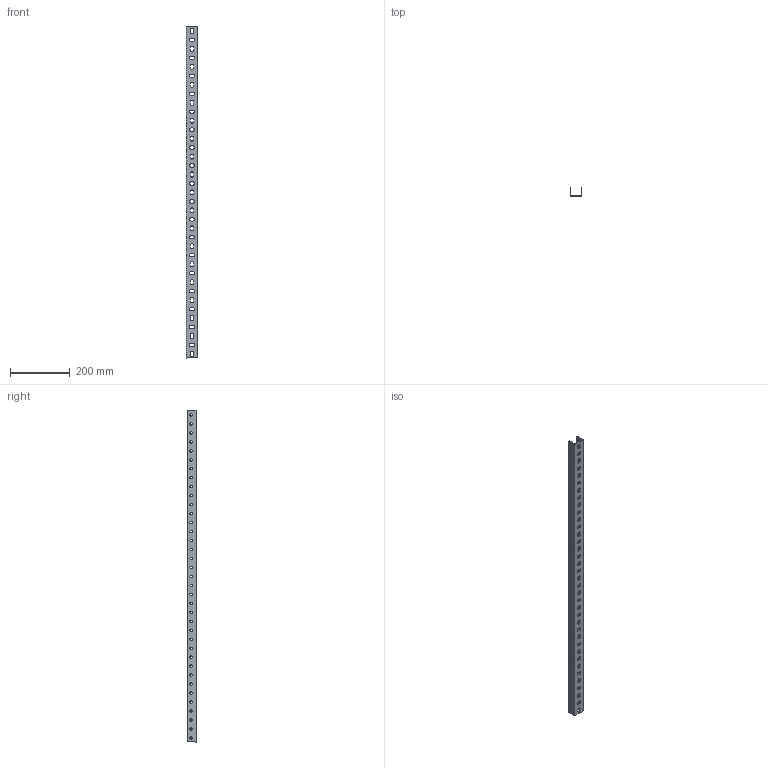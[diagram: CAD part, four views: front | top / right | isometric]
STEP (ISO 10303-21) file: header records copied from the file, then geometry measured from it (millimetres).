
FILE_DESCRIPTION(/* description */ (''),/* implementation_level */ '2;1');
FILE_NAME(/* name */ 'UPS1100.ipt.stp',/* time_stamp */ '2023-05-18T10:23:34+03:00',/* author */ ('Man88'),/* organization */ (''),/* preprocessor_version */ 'ST-DEVELOPER v19.2',/* originating_system */ 'Autodesk Inventor 2023',/* authorisation */ '');
FILE_SCHEMA (('AUTOMOTIVE_DESIGN { 1 0 10303 214 3 1 1 }'));
Length unit declared in the file: millimetre
Products named in the file (1): Универсальный профиль 
усиленный 1100
Bounding box: 39.27 x 29 x 1110 mm (x, y, z)
Volume: 231359 mm3; surface area: 200170.9 mm2
Topology: 1 solids, 1 shells, 240 faces, 714 edges, 476 vertices
Faces by surface type: cylinder 148, plane 92
Full cylindrical faces by diameter (mm): 8.2 x74
Entity records: 8901 total; most frequent: DIRECTION 1492, CARTESIAN_POINT 1431, ORIENTED_EDGE 1428, EDGE_CURVE 714, AXIS2_PLACEMENT_3D 537, VERTEX_POINT 476, EDGE_LOOP 462, LINE 418
